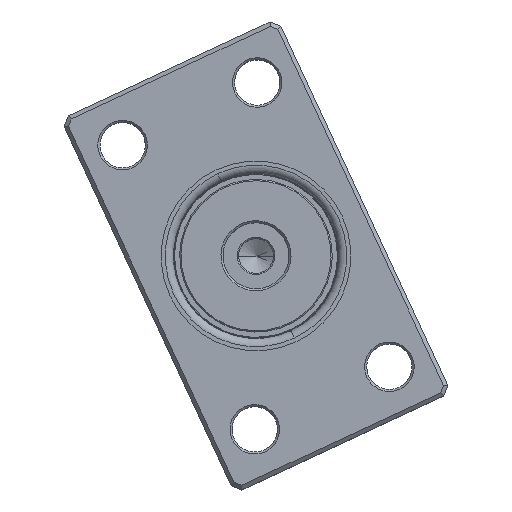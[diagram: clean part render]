
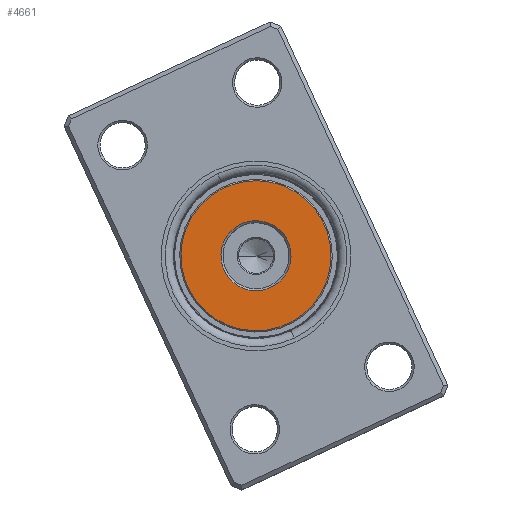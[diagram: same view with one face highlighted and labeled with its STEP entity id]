
A CAD part, top view. The second image highlights one B-rep face of the part: STEP entity #4661.
In plain terms, the highlighted face is planar.
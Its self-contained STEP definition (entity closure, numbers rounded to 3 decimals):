
#8 = CARTESIAN_POINT ( 'NONE',  ( -18.2, 0., 0. ) ) ;
#206 = AXIS2_PLACEMENT_3D ( 'NONE', #15723, #34407, #23356 ) ;
#419 = CARTESIAN_POINT ( 'NONE',  ( -8.5, 0., 0. ) ) ;
#579 = AXIS2_PLACEMENT_3D ( 'NONE', #24644, #8556, #18948 ) ;
#1451 = AXIS2_PLACEMENT_3D ( 'NONE', #17958, #4456, #9925 ) ;
#1686 = PLANE ( 'NONE',  #1451 ) ;
#2632 = AXIS2_PLACEMENT_3D ( 'NONE', #20657, #9711, #14912 ) ;
#3595 = CIRCLE ( 'NONE', #579, 8.5 ) ;
#4456 = DIRECTION ( 'NONE',  ( 0., 0., 1. ) ) ;
#4661 = ADVANCED_FACE ( 'NONE', ( #15211, #21538 ), #1686, .F. ) ;
#5602 = ORIENTED_EDGE ( 'NONE', *, *, #30727, .T. ) ;
#6605 = CIRCLE ( 'NONE', #14326, 8.5 ) ;
#6994 = VERTEX_POINT ( 'NONE', #8705 ) ;
#8556 = DIRECTION ( 'NONE',  ( 0., 0., 1. ) ) ;
#8705 = CARTESIAN_POINT ( 'NONE',  ( 18.2, 0., 0. ) ) ;
#9711 = DIRECTION ( 'NONE',  ( 0., 0., -1. ) ) ;
#9925 = DIRECTION ( 'NONE',  ( 1., 0., 0. ) ) ;
#11210 = ORIENTED_EDGE ( 'NONE', *, *, #34085, .T. ) ;
#11554 = EDGE_CURVE ( 'NONE', #18609, #6994, #26262, .T. ) ;
#12370 = EDGE_CURVE ( 'NONE', #25111, #18470, #6605, .T. ) ;
#14326 = AXIS2_PLACEMENT_3D ( 'NONE', #30449, #14429, #17135 ) ;
#14429 = DIRECTION ( 'NONE',  ( 0., 0., 1. ) ) ;
#14912 = DIRECTION ( 'NONE',  ( 1., 0., 0. ) ) ;
#15211 = FACE_OUTER_BOUND ( 'NONE', #29982, .T. ) ;
#15723 = CARTESIAN_POINT ( 'NONE',  ( 0., 0., 0. ) ) ;
#16696 = EDGE_LOOP ( 'NONE', ( #26334, #5602 ) ) ;
#17135 = DIRECTION ( 'NONE',  ( 1., 0., 0. ) ) ;
#17958 = CARTESIAN_POINT ( 'NONE',  ( 0., 0., 0. ) ) ;
#18470 = VERTEX_POINT ( 'NONE', #23293 ) ;
#18609 = VERTEX_POINT ( 'NONE', #8 ) ;
#18948 = DIRECTION ( 'NONE',  ( 1., 0., 0. ) ) ;
#20657 = CARTESIAN_POINT ( 'NONE',  ( 0., 0., 0. ) ) ;
#21538 = FACE_BOUND ( 'NONE', #16696, .T. ) ;
#22649 = CIRCLE ( 'NONE', #2632, 18.2 ) ;
#23293 = CARTESIAN_POINT ( 'NONE',  ( 8.5, 0., 0. ) ) ;
#23356 = DIRECTION ( 'NONE',  ( 1., 0., 0. ) ) ;
#24644 = CARTESIAN_POINT ( 'NONE',  ( 0., 0., 0. ) ) ;
#25111 = VERTEX_POINT ( 'NONE', #419 ) ;
#26262 = CIRCLE ( 'NONE', #206, 18.2 ) ;
#26334 = ORIENTED_EDGE ( 'NONE', *, *, #12370, .T. ) ;
#29982 = EDGE_LOOP ( 'NONE', ( #11210, #30568 ) ) ;
#30449 = CARTESIAN_POINT ( 'NONE',  ( 0., 0., 0. ) ) ;
#30568 = ORIENTED_EDGE ( 'NONE', *, *, #11554, .T. ) ;
#30727 = EDGE_CURVE ( 'NONE', #18470, #25111, #3595, .T. ) ;
#34085 = EDGE_CURVE ( 'NONE', #6994, #18609, #22649, .T. ) ;
#34407 = DIRECTION ( 'NONE',  ( 0., 0., -1. ) ) ;
